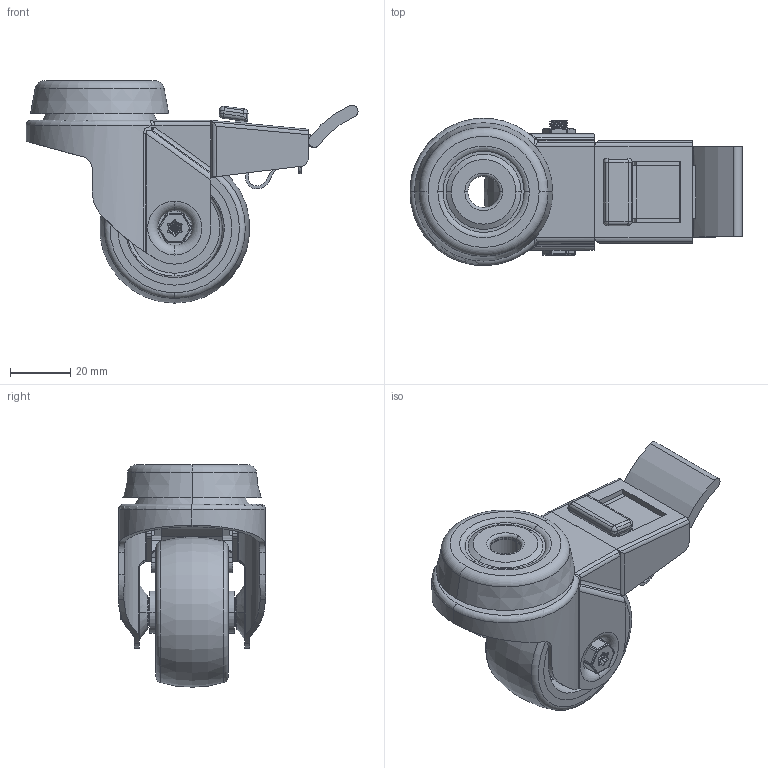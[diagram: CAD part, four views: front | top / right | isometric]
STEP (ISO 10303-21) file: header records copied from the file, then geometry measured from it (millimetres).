
FILE_DESCRIPTION(('STEP AP214'),'1');
FILE_NAME('BZRA50GRBH10SWB.STEP','2022-06-21T15:21:50',(' '),(' '),'Spatial InterOp 3D',' ',' ');
FILE_SCHEMA(('AUTOMOTIVE_DESIGN { 1 0 10303 214 1 1 1 1 }'));
Length unit declared in the file: metre
Products named in the file (16): BZRA50ASBH10SWB; ZINC PLATED PRESSED STEEL FORKS; ZINC PLATED PRESSED STEEL HEAD; ZINC PLATED PRESSED STEEL BRAKE; NYLON BRAKE PEDAL; BRAKE PAD; BZRA50GRBH10SWB; BZL50WGR28; POLYPROPYLENE RIM; GREY THERMOPLASTIC RUBBER TYRE; TUBEM8X30; ZINC PLATED AXLE TUBE; BOLTBZRA6MM; ZINC PLATED AXLE BOLT; NM6GR8HALFGR8; ZINC PLATED LOCKING NUT
Assembly tree (15 placements, depth 3):
  BZRA50GRBH10SWB
    BZRA50ASBH10SWB
      ZINC PLATED PRESSED STEEL FORKS
      ZINC PLATED PRESSED STEEL HEAD
      ZINC PLATED PRESSED STEEL BRAKE
      NYLON BRAKE PEDAL
      BRAKE PAD
    BZL50WGR28
      POLYPROPYLENE RIM
      GREY THERMOPLASTIC RUBBER TYRE
    TUBEM8X30
      ZINC PLATED AXLE TUBE
    BOLTBZRA6MM
      ZINC PLATED AXLE BOLT
    NM6GR8HALFGR8
      ZINC PLATED LOCKING NUT
Bounding box: 110.5 x 48.99 x 74 mm (x, y, z)
Volume: 61636.7 mm3; surface area: 53446.6 mm2
Topology: 10 solids, 10 shells, 597 faces, 1526 edges, 960 vertices
Faces by surface type: cylinder 286, plane 139, torus 76, cone 44, bspline 42, sphere 10
Entity records: 38741 total; most frequent: CARTESIAN_POINT 23772, DIRECTION 3186, ORIENTED_EDGE 3032, EDGE_CURVE 1516, AXIS2_PLACEMENT_3D 1311, VERTEX_POINT 960, CIRCLE 687, EDGE_LOOP 636
